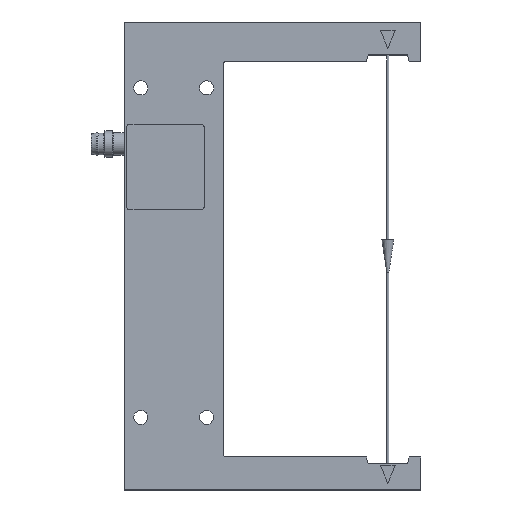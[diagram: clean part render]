
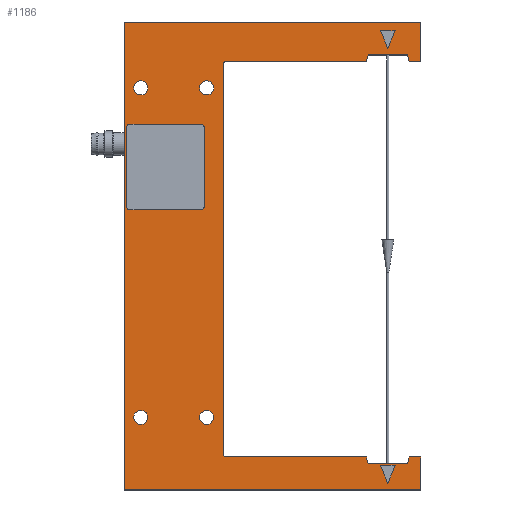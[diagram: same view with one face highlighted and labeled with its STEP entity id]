
A CAD part, top view. The second image highlights one B-rep face of the part: STEP entity #1186.
In plain terms, the highlighted planar face has unit normal (0, 0, 1).
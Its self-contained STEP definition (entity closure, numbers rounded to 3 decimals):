
#64=CIRCLE('',#1292,2.15);
#65=CIRCLE('',#1293,2.15);
#66=CIRCLE('',#1294,2.15);
#67=CIRCLE('',#1295,2.15);
#68=CIRCLE('',#1296,1.);
#69=CIRCLE('',#1297,1.);
#70=CIRCLE('',#1298,1.);
#71=CIRCLE('',#1299,1.);
#72=CIRCLE('',#1300,1.);
#73=CIRCLE('',#1301,1.);
#116=ORIENTED_EDGE('',*,*,#424,.F.);
#117=ORIENTED_EDGE('',*,*,#425,.F.);
#118=ORIENTED_EDGE('',*,*,#426,.F.);
#119=ORIENTED_EDGE('',*,*,#427,.F.);
#120=ORIENTED_EDGE('',*,*,#428,.F.);
#121=ORIENTED_EDGE('',*,*,#429,.F.);
#122=ORIENTED_EDGE('',*,*,#430,.F.);
#123=ORIENTED_EDGE('',*,*,#431,.F.);
#124=ORIENTED_EDGE('',*,*,#432,.T.);
#125=ORIENTED_EDGE('',*,*,#433,.T.);
#126=ORIENTED_EDGE('',*,*,#434,.F.);
#127=ORIENTED_EDGE('',*,*,#435,.F.);
#128=ORIENTED_EDGE('',*,*,#436,.F.);
#129=ORIENTED_EDGE('',*,*,#437,.F.);
#130=ORIENTED_EDGE('',*,*,#438,.F.);
#131=ORIENTED_EDGE('',*,*,#439,.F.);
#132=ORIENTED_EDGE('',*,*,#440,.F.);
#133=ORIENTED_EDGE('',*,*,#441,.F.);
#134=ORIENTED_EDGE('',*,*,#442,.T.);
#135=ORIENTED_EDGE('',*,*,#443,.T.);
#136=ORIENTED_EDGE('',*,*,#444,.T.);
#137=ORIENTED_EDGE('',*,*,#445,.F.);
#138=ORIENTED_EDGE('',*,*,#446,.T.);
#139=ORIENTED_EDGE('',*,*,#447,.F.);
#140=ORIENTED_EDGE('',*,*,#448,.T.);
#141=ORIENTED_EDGE('',*,*,#449,.F.);
#142=ORIENTED_EDGE('',*,*,#450,.F.);
#143=ORIENTED_EDGE('',*,*,#451,.F.);
#144=ORIENTED_EDGE('',*,*,#452,.T.);
#145=ORIENTED_EDGE('',*,*,#453,.T.);
#146=ORIENTED_EDGE('',*,*,#454,.T.);
#147=ORIENTED_EDGE('',*,*,#455,.T.);
#148=ORIENTED_EDGE('',*,*,#456,.T.);
#149=ORIENTED_EDGE('',*,*,#457,.T.);
#150=ORIENTED_EDGE('',*,*,#458,.T.);
#151=ORIENTED_EDGE('',*,*,#459,.T.);
#424=EDGE_CURVE('',#578,#579,#692,.T.);
#425=EDGE_CURVE('',#580,#578,#693,.T.);
#426=EDGE_CURVE('',#579,#580,#694,.T.);
#427=EDGE_CURVE('',#581,#582,#695,.T.);
#428=EDGE_CURVE('',#583,#581,#696,.T.);
#429=EDGE_CURVE('',#582,#583,#697,.T.);
#430=EDGE_CURVE('',#584,#584,#64,.T.);
#431=EDGE_CURVE('',#585,#585,#65,.T.);
#432=EDGE_CURVE('',#586,#586,#66,.F.);
#433=EDGE_CURVE('',#587,#587,#67,.F.);
#434=EDGE_CURVE('',#588,#589,#68,.T.);
#435=EDGE_CURVE('',#590,#588,#698,.T.);
#436=EDGE_CURVE('',#591,#590,#69,.T.);
#437=EDGE_CURVE('',#592,#591,#699,.T.);
#438=EDGE_CURVE('',#593,#592,#70,.T.);
#439=EDGE_CURVE('',#594,#593,#700,.T.);
#440=EDGE_CURVE('',#595,#594,#71,.T.);
#441=EDGE_CURVE('',#589,#595,#701,.T.);
#442=EDGE_CURVE('',#596,#597,#702,.T.);
#443=EDGE_CURVE('',#597,#598,#703,.T.);
#444=EDGE_CURVE('',#598,#599,#704,.T.);
#445=EDGE_CURVE('',#600,#599,#72,.T.);
#446=EDGE_CURVE('',#600,#601,#705,.T.);
#447=EDGE_CURVE('',#602,#601,#73,.T.);
#448=EDGE_CURVE('',#602,#603,#706,.T.);
#449=EDGE_CURVE('',#604,#603,#707,.T.);
#450=EDGE_CURVE('',#605,#604,#708,.T.);
#451=EDGE_CURVE('',#606,#605,#709,.T.);
#452=EDGE_CURVE('',#606,#607,#710,.T.);
#453=EDGE_CURVE('',#607,#608,#711,.T.);
#454=EDGE_CURVE('',#608,#609,#712,.T.);
#455=EDGE_CURVE('',#609,#610,#713,.T.);
#456=EDGE_CURVE('',#610,#611,#714,.T.);
#457=EDGE_CURVE('',#611,#612,#715,.T.);
#458=EDGE_CURVE('',#612,#613,#716,.T.);
#459=EDGE_CURVE('',#613,#596,#717,.T.);
#578=VERTEX_POINT('',#1797);
#579=VERTEX_POINT('',#1798);
#580=VERTEX_POINT('',#1800);
#581=VERTEX_POINT('',#1803);
#582=VERTEX_POINT('',#1804);
#583=VERTEX_POINT('',#1806);
#584=VERTEX_POINT('',#1809);
#585=VERTEX_POINT('',#1811);
#586=VERTEX_POINT('',#1813);
#587=VERTEX_POINT('',#1815);
#588=VERTEX_POINT('',#1817);
#589=VERTEX_POINT('',#1818);
#590=VERTEX_POINT('',#1820);
#591=VERTEX_POINT('',#1822);
#592=VERTEX_POINT('',#1824);
#593=VERTEX_POINT('',#1826);
#594=VERTEX_POINT('',#1828);
#595=VERTEX_POINT('',#1830);
#596=VERTEX_POINT('',#1833);
#597=VERTEX_POINT('',#1834);
#598=VERTEX_POINT('',#1836);
#599=VERTEX_POINT('',#1838);
#600=VERTEX_POINT('',#1840);
#601=VERTEX_POINT('',#1842);
#602=VERTEX_POINT('',#1844);
#603=VERTEX_POINT('',#1846);
#604=VERTEX_POINT('',#1848);
#605=VERTEX_POINT('',#1850);
#606=VERTEX_POINT('',#1852);
#607=VERTEX_POINT('',#1854);
#608=VERTEX_POINT('',#1856);
#609=VERTEX_POINT('',#1858);
#610=VERTEX_POINT('',#1860);
#611=VERTEX_POINT('',#1862);
#612=VERTEX_POINT('',#1864);
#613=VERTEX_POINT('',#1866);
#692=LINE('',#1796,#794);
#693=LINE('',#1799,#795);
#694=LINE('',#1801,#796);
#695=LINE('',#1802,#797);
#696=LINE('',#1805,#798);
#697=LINE('',#1807,#799);
#698=LINE('',#1819,#800);
#699=LINE('',#1823,#801);
#700=LINE('',#1827,#802);
#701=LINE('',#1831,#803);
#702=LINE('',#1832,#804);
#703=LINE('',#1835,#805);
#704=LINE('',#1837,#806);
#705=LINE('',#1841,#807);
#706=LINE('',#1845,#808);
#707=LINE('',#1847,#809);
#708=LINE('',#1849,#810);
#709=LINE('',#1851,#811);
#710=LINE('',#1853,#812);
#711=LINE('',#1855,#813);
#712=LINE('',#1857,#814);
#713=LINE('',#1859,#815);
#714=LINE('',#1861,#816);
#715=LINE('',#1863,#817);
#716=LINE('',#1865,#818);
#717=LINE('',#1867,#819);
#794=VECTOR('',#1428,1000.);
#795=VECTOR('',#1429,1000.);
#796=VECTOR('',#1430,1000.);
#797=VECTOR('',#1431,1000.);
#798=VECTOR('',#1432,1000.);
#799=VECTOR('',#1433,1000.);
#800=VECTOR('',#1444,1000.);
#801=VECTOR('',#1447,1000.);
#802=VECTOR('',#1450,1000.);
#803=VECTOR('',#1453,1000.);
#804=VECTOR('',#1454,1000.);
#805=VECTOR('',#1455,1000.);
#806=VECTOR('',#1456,1000.);
#807=VECTOR('',#1459,1000.);
#808=VECTOR('',#1462,1000.);
#809=VECTOR('',#1463,1000.);
#810=VECTOR('',#1464,1000.);
#811=VECTOR('',#1465,1000.);
#812=VECTOR('',#1466,1000.);
#813=VECTOR('',#1467,1000.);
#814=VECTOR('',#1468,1000.);
#815=VECTOR('',#1469,1000.);
#816=VECTOR('',#1470,1000.);
#817=VECTOR('',#1471,1000.);
#818=VECTOR('',#1472,1000.);
#819=VECTOR('',#1473,1000.);
#896=EDGE_LOOP('',(#116,#117,#118));
#897=EDGE_LOOP('',(#119,#120,#121));
#898=EDGE_LOOP('',(#122));
#899=EDGE_LOOP('',(#123));
#900=EDGE_LOOP('',(#124));
#901=EDGE_LOOP('',(#125));
#902=EDGE_LOOP('',(#126,#127,#128,#129,#130,#131,#132,#133));
#903=EDGE_LOOP('',(#134,#135,#136,#137,#138,#139,#140,#141,#142,#143,#144,
#145,#146,#147,#148,#149,#150,#151));
#1018=FACE_BOUND('',#896,.T.);
#1019=FACE_BOUND('',#897,.T.);
#1020=FACE_BOUND('',#898,.T.);
#1021=FACE_BOUND('',#899,.T.);
#1022=FACE_BOUND('',#900,.T.);
#1023=FACE_BOUND('',#901,.T.);
#1024=FACE_BOUND('',#902,.T.);
#1025=FACE_BOUND('',#903,.T.);
#1140=PLANE('',#1291);
#1186=ADVANCED_FACE('',(#1018,#1019,#1020,#1021,#1022,#1023,#1024,#1025),
#1140,.T.);
#1291=AXIS2_PLACEMENT_3D('',#1795,#1426,#1427);
#1292=AXIS2_PLACEMENT_3D('',#1808,#1434,#1435);
#1293=AXIS2_PLACEMENT_3D('',#1810,#1436,#1437);
#1294=AXIS2_PLACEMENT_3D('',#1812,#1438,#1439);
#1295=AXIS2_PLACEMENT_3D('',#1814,#1440,#1441);
#1296=AXIS2_PLACEMENT_3D('',#1816,#1442,#1443);
#1297=AXIS2_PLACEMENT_3D('',#1821,#1445,#1446);
#1298=AXIS2_PLACEMENT_3D('',#1825,#1448,#1449);
#1299=AXIS2_PLACEMENT_3D('',#1829,#1451,#1452);
#1300=AXIS2_PLACEMENT_3D('',#1839,#1457,#1458);
#1301=AXIS2_PLACEMENT_3D('',#1843,#1460,#1461);
#1426=DIRECTION('',(0.,0.,1.));
#1427=DIRECTION('',(1.,0.,0.));
#1428=DIRECTION('',(-1.,0.,0.));
#1429=DIRECTION('',(0.383,0.924,0.));
#1430=DIRECTION('',(0.383,-0.924,0.));
#1431=DIRECTION('',(-1.,0.,0.));
#1432=DIRECTION('',(0.383,0.924,0.));
#1433=DIRECTION('',(0.383,-0.924,0.));
#1434=DIRECTION('',(0.,0.,1.));
#1435=DIRECTION('',(1.,0.,0.));
#1436=DIRECTION('',(0.,0.,1.));
#1437=DIRECTION('',(1.,0.,0.));
#1438=DIRECTION('',(0.,0.,1.));
#1439=DIRECTION('',(1.,0.,0.));
#1440=DIRECTION('',(0.,0.,1.));
#1441=DIRECTION('',(1.,0.,0.));
#1442=DIRECTION('',(0.,0.,1.));
#1443=DIRECTION('',(1.,0.,0.));
#1444=DIRECTION('',(-1.,0.,0.));
#1445=DIRECTION('',(0.,0.,1.));
#1446=DIRECTION('',(1.,0.,0.));
#1447=DIRECTION('',(0.,1.,0.));
#1448=DIRECTION('',(0.,0.,1.));
#1449=DIRECTION('',(1.,0.,0.));
#1450=DIRECTION('',(1.,0.,0.));
#1451=DIRECTION('',(0.,0.,1.));
#1452=DIRECTION('',(1.,0.,0.));
#1453=DIRECTION('',(0.,-1.,0.));
#1454=DIRECTION('',(-1.,0.,0.));
#1455=DIRECTION('',(-0.242,0.97,0.));
#1456=DIRECTION('',(-1.,0.,0.));
#1457=DIRECTION('',(0.,0.,1.));
#1458=DIRECTION('',(1.,0.,0.));
#1459=DIRECTION('',(0.,1.,0.));
#1460=DIRECTION('',(0.,0.,1.));
#1461=DIRECTION('',(1.,0.,0.));
#1462=DIRECTION('',(1.,0.,0.));
#1463=DIRECTION('',(-0.242,-0.97,0.));
#1464=DIRECTION('',(-1.,0.,0.));
#1465=DIRECTION('',(-0.242,0.97,0.));
#1466=DIRECTION('',(1.,0.,0.));
#1467=DIRECTION('',(0.,1.,0.));
#1468=DIRECTION('',(-1.,0.,0.));
#1469=DIRECTION('',(0.,-1.,0.));
#1470=DIRECTION('',(1.,0.,0.));
#1471=DIRECTION('',(0.,1.,0.));
#1472=DIRECTION('',(-1.,0.,0.));
#1473=DIRECTION('',(-0.242,-0.97,0.));
#1795=CARTESIAN_POINT('',(31.,-59.,6.));
#1796=CARTESIAN_POINT('',(82.245,-62.58,6.));
#1797=CARTESIAN_POINT('',(82.245,-62.58,6.));
#1798=CARTESIAN_POINT('',(77.755,-62.58,6.));
#1799=CARTESIAN_POINT('',(80.,-68.,6.));
#1800=CARTESIAN_POINT('',(80.,-68.,6.));
#1801=CARTESIAN_POINT('',(77.755,-62.58,6.));
#1802=CARTESIAN_POINT('',(82.245,69.42,6.));
#1803=CARTESIAN_POINT('',(82.245,69.42,6.));
#1804=CARTESIAN_POINT('',(77.755,69.42,6.));
#1805=CARTESIAN_POINT('',(80.,64.,6.));
#1806=CARTESIAN_POINT('',(80.,64.,6.));
#1807=CARTESIAN_POINT('',(77.755,69.42,6.));
#1808=CARTESIAN_POINT('',(25.,-48.,6.));
#1809=CARTESIAN_POINT('',(27.15,-48.,6.));
#1810=CARTESIAN_POINT('',(25.,52.,6.));
#1811=CARTESIAN_POINT('',(27.15,52.,6.));
#1812=CARTESIAN_POINT('',(5.,-48.,6.));
#1813=CARTESIAN_POINT('',(7.15,-48.,6.));
#1814=CARTESIAN_POINT('',(5.,52.,6.));
#1815=CARTESIAN_POINT('',(7.15,52.,6.));
#1816=CARTESIAN_POINT('',(1.75,40.,6.));
#1817=CARTESIAN_POINT('',(1.75,41.,6.));
#1818=CARTESIAN_POINT('',(0.75,40.,6.));
#1819=CARTESIAN_POINT('',(23.25,41.,6.));
#1820=CARTESIAN_POINT('',(23.25,41.,6.));
#1821=CARTESIAN_POINT('',(23.25,40.,6.));
#1822=CARTESIAN_POINT('',(24.25,40.,6.));
#1823=CARTESIAN_POINT('',(24.25,16.,6.));
#1824=CARTESIAN_POINT('',(24.25,16.,6.));
#1825=CARTESIAN_POINT('',(23.25,16.,6.));
#1826=CARTESIAN_POINT('',(23.25,15.,6.));
#1827=CARTESIAN_POINT('',(1.75,15.,6.));
#1828=CARTESIAN_POINT('',(1.75,15.,6.));
#1829=CARTESIAN_POINT('',(1.75,16.,6.));
#1830=CARTESIAN_POINT('',(0.75,16.,6.));
#1831=CARTESIAN_POINT('',(0.75,40.,6.));
#1832=CARTESIAN_POINT('',(31.,-62.,6.));
#1833=CARTESIAN_POINT('',(86.,-62.,6.));
#1834=CARTESIAN_POINT('',(74.,-62.,6.));
#1835=CARTESIAN_POINT('',(70.779,-49.082,6.));
#1836=CARTESIAN_POINT('',(73.501,-60.,6.));
#1837=CARTESIAN_POINT('',(90.,-60.,6.));
#1838=CARTESIAN_POINT('',(31.,-60.,6.));
#1839=CARTESIAN_POINT('',(31.,-59.,6.));
#1840=CARTESIAN_POINT('',(30.,-59.,6.));
#1841=CARTESIAN_POINT('',(30.,-59.,6.));
#1842=CARTESIAN_POINT('',(30.,59.,6.));
#1843=CARTESIAN_POINT('',(31.,59.,6.));
#1844=CARTESIAN_POINT('',(31.,60.,6.));
#1845=CARTESIAN_POINT('',(31.,60.,6.));
#1846=CARTESIAN_POINT('',(73.501,60.,6.));
#1847=CARTESIAN_POINT('',(74.,62.,6.));
#1848=CARTESIAN_POINT('',(74.,62.,6.));
#1849=CARTESIAN_POINT('',(86.,62.,6.));
#1850=CARTESIAN_POINT('',(86.,62.,6.));
#1851=CARTESIAN_POINT('',(86.499,60.,6.));
#1852=CARTESIAN_POINT('',(86.499,60.,6.));
#1853=CARTESIAN_POINT('',(31.,60.,6.));
#1854=CARTESIAN_POINT('',(90.,60.,6.));
#1855=CARTESIAN_POINT('',(90.,60.,6.));
#1856=CARTESIAN_POINT('',(90.,72.,6.));
#1857=CARTESIAN_POINT('',(90.,72.,6.));
#1858=CARTESIAN_POINT('',(0.,72.,6.));
#1859=CARTESIAN_POINT('',(0.,72.,6.));
#1860=CARTESIAN_POINT('',(0.,-70.,6.));
#1861=CARTESIAN_POINT('',(0.,-70.,6.));
#1862=CARTESIAN_POINT('',(90.,-70.,6.));
#1863=CARTESIAN_POINT('',(90.,-70.,6.));
#1864=CARTESIAN_POINT('',(90.,-60.,6.));
#1865=CARTESIAN_POINT('',(90.,-60.,6.));
#1866=CARTESIAN_POINT('',(86.499,-60.,6.));
#1867=CARTESIAN_POINT('',(83.485,-72.086,6.));
